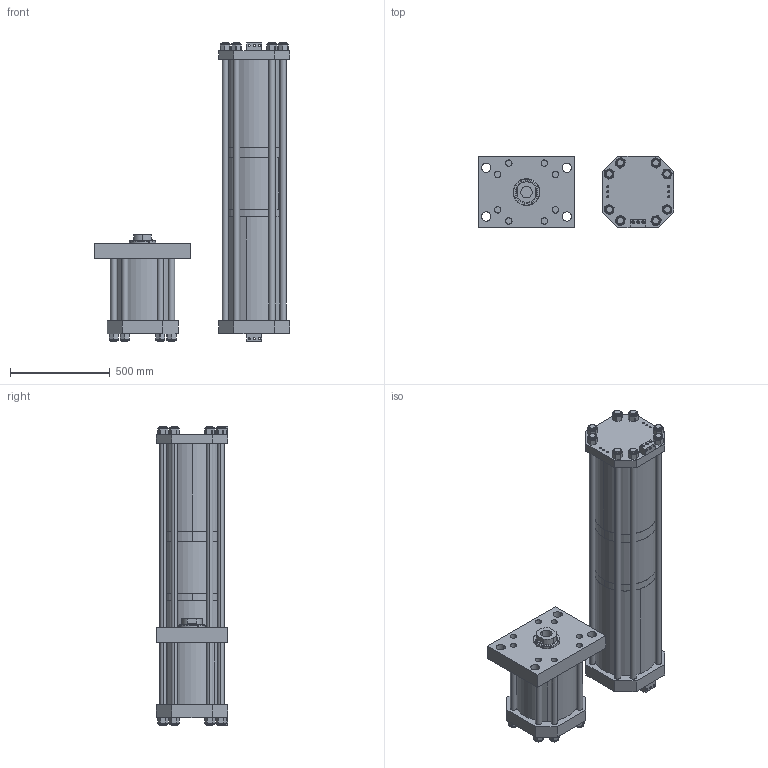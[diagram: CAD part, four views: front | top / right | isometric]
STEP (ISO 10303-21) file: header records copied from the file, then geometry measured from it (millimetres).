
FILE_DESCRIPTION (( 'STEP AP203' ), '1' );
FILE_NAME ('HPS-100-4.00-.50-FH.STEP', '2020-05-27T16:46:13', ( '' ), ( '' ), 'SwSTEP 2.0', 'SolidWorks 2018', '' );
FILE_SCHEMA (( 'CONFIG_CONTROL_DESIGN' ));
Length unit declared in the file: inch
Products named in the file (17): E10059; E10060_4.0; E10003; E10011_4.0; HPS-100-4.00-.50-FH; E10004; E10064.; E10001_Work Rod; E10061_.50; ES10014_.50; ES10005_4.0; E90BRK; G10010; NLN 1.25; E10063_4.0-.50; F10062; E10013
Assembly tree (46 placements, depth 2):
  HPS-100-4.00-.50-FH
    E10004
    E10003
    E10001_Work Rod
    G10010
    E10013
    E10064.
    NLN 1.25  x16
    E10059
    F10062
    E90BRK  x2
    ES10005_4.0
    E10060_4.0  x8
    E10011_4.0
    ES10014_.50
    E10061_.50
    E10063_4.0-.50  x8
Bounding box: 977.9 x 355.6 x 1500.25 mm (x, y, z)
Volume: 87077278.8 mm3; surface area: 6913661.5 mm2
Topology: 46 solids, 46 shells, 1090 faces, 2565 edges, 1626 vertices
Faces by surface type: cylinder 543, plane 419, cone 64, torus 64
Entity records: 19163 total; most frequent: CARTESIAN_POINT 3675, DIRECTION 2941, ORIENTED_EDGE 2436, EDGE_CURVE 1218, AXIS2_PLACEMENT_3D 1205, VERTEX_POINT 794, EDGE_LOOP 708, CIRCLE 635
